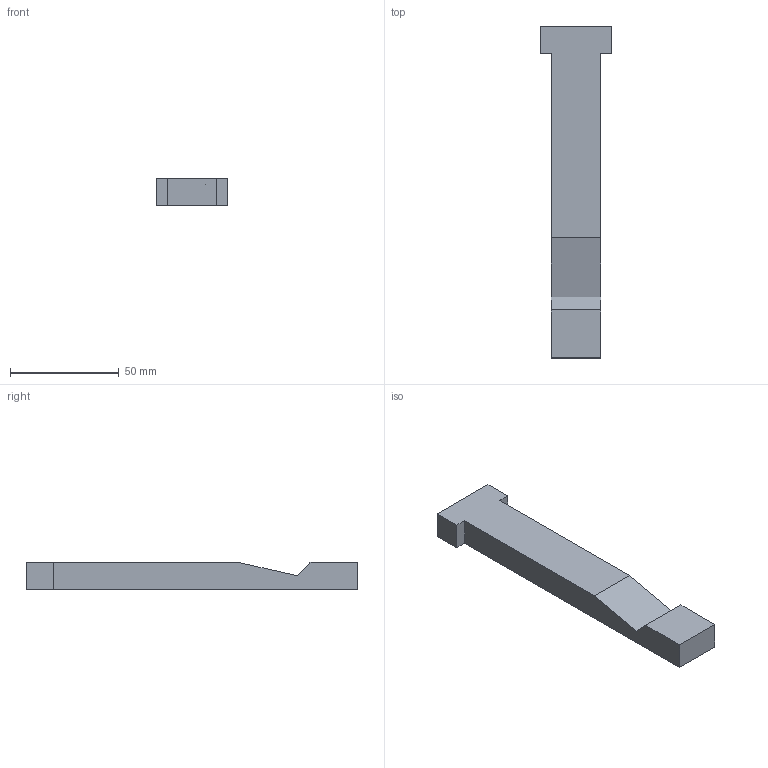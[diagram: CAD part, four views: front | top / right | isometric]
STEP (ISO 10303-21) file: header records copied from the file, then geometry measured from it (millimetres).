
FILE_DESCRIPTION((''),'2;1');
FILE_NAME('S4850111_GRIPPER','2020-02-12T17:51:09',('cheta'),(''),'CREO PARAMETRIC BY PTC INC, 2019224','CREO PARAMETRIC BY PTC INC, 2019224','');
FILE_SCHEMA(('CONFIG_CONTROL_DESIGN'));
Length unit declared in the file: inch
Products named in the file (1): S4850111_GRIPPER
Bounding box: 33.02 x 152.4 x 12.7 mm (x, y, z)
Volume: 43505.7 mm3; surface area: 11806.2 mm2
Topology: 1 solids, 1 shells, 13 faces, 33 edges, 22 vertices
Faces by surface type: plane 13
Entity records: 427 total; most frequent: CARTESIAN_POINT 68, ORIENTED_EDGE 66, DIRECTION 59, VECTOR 33, LINE 33, EDGE_CURVE 33, VERTEX_POINT 22, AXIS2_PLACEMENT_3D 13
